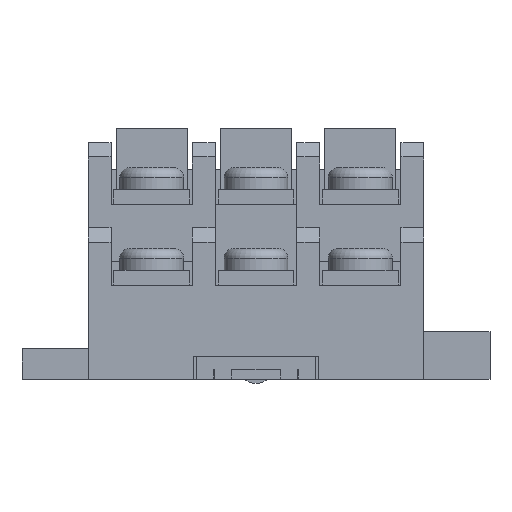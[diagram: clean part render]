
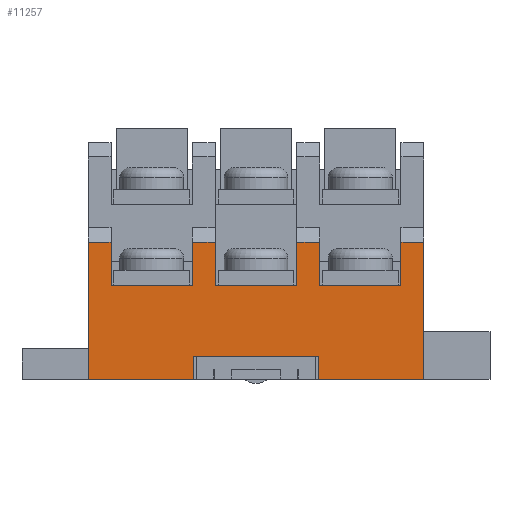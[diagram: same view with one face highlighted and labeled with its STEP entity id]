
A CAD part, front view. The second image highlights one B-rep face of the part: STEP entity #11257.
In plain terms, the highlighted planar face has unit normal (0, -1, 0).
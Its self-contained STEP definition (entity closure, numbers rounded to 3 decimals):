
#73=DIRECTION('',(0.,0.,-1.));
#74=VECTOR('',#73,14.5);
#75=CARTESIAN_POINT('',(-17.75,-40.791,-2.1));
#76=LINE('',#75,#74);
#2865=DIRECTION('',(-1.,0.,0.));
#2866=VECTOR('',#2865,0.345);
#2867=CARTESIAN_POINT('',(-6.28,-40.791,-14.25));
#2868=LINE('',#2867,#2866);
#2869=DIRECTION('',(0.,0.,1.));
#2870=VECTOR('',#2869,2.35);
#2871=CARTESIAN_POINT('',(-6.625,-40.791,-16.6));
#2872=LINE('',#2871,#2870);
#2873=DIRECTION('',(1.,0.,0.));
#2874=VECTOR('',#2873,2.42);
#2875=CARTESIAN_POINT('',(-17.75,-40.791,-2.1));
#2876=LINE('',#2875,#2874);
#2877=DIRECTION('',(0.,0.,-1.));
#2878=VECTOR('',#2877,4.55);
#2879=CARTESIAN_POINT('',(-15.33,-40.791,-2.1));
#2880=LINE('',#2879,#2878);
#2881=DIRECTION('',(1.,0.,0.));
#2882=VECTOR('',#2881,8.6);
#2883=CARTESIAN_POINT('',(-15.33,-40.791,-6.65));
#2884=LINE('',#2883,#2882);
#2885=DIRECTION('',(0.,0.,-1.));
#2886=VECTOR('',#2885,4.55);
#2887=CARTESIAN_POINT('',(-6.73,-40.791,-2.1));
#2888=LINE('',#2887,#2886);
#2889=DIRECTION('',(1.,0.,0.));
#2890=VECTOR('',#2889,2.43);
#2891=CARTESIAN_POINT('',(-6.73,-40.791,-2.1));
#2892=LINE('',#2891,#2890);
#2893=DIRECTION('',(0.,0.,-1.));
#2894=VECTOR('',#2893,4.55);
#2895=CARTESIAN_POINT('',(-4.3,-40.791,-2.1));
#2896=LINE('',#2895,#2894);
#2897=DIRECTION('',(1.,0.,0.));
#2898=VECTOR('',#2897,8.6);
#2899=CARTESIAN_POINT('',(-4.3,-40.791,-6.65));
#2900=LINE('',#2899,#2898);
#2901=DIRECTION('',(0.,0.,-1.));
#2902=VECTOR('',#2901,4.55);
#2903=CARTESIAN_POINT('',(4.3,-40.791,-2.1));
#2904=LINE('',#2903,#2902);
#2905=DIRECTION('',(1.,0.,0.));
#2906=VECTOR('',#2905,2.43);
#2907=CARTESIAN_POINT('',(4.3,-40.791,-2.1));
#2908=LINE('',#2907,#2906);
#2909=DIRECTION('',(0.,0.,-1.));
#2910=VECTOR('',#2909,4.55);
#2911=CARTESIAN_POINT('',(6.73,-40.791,-2.1));
#2912=LINE('',#2911,#2910);
#2913=DIRECTION('',(1.,0.,0.));
#2914=VECTOR('',#2913,8.6);
#2915=CARTESIAN_POINT('',(6.73,-40.791,-6.65));
#2916=LINE('',#2915,#2914);
#2917=DIRECTION('',(0.,0.,-1.));
#2918=VECTOR('',#2917,4.55);
#2919=CARTESIAN_POINT('',(15.33,-40.791,-2.1));
#2920=LINE('',#2919,#2918);
#2921=DIRECTION('',(1.,0.,0.));
#2922=VECTOR('',#2921,2.42);
#2923=CARTESIAN_POINT('',(15.33,-40.791,-2.1));
#2924=LINE('',#2923,#2922);
#2925=DIRECTION('',(0.,0.,1.));
#2926=VECTOR('',#2925,2.35);
#2927=CARTESIAN_POINT('',(6.625,-40.791,-16.6));
#2928=LINE('',#2927,#2926);
#2929=DIRECTION('',(-1.,0.,0.));
#2930=VECTOR('',#2929,0.345);
#2931=CARTESIAN_POINT('',(6.625,-40.791,-14.25));
#2932=LINE('',#2931,#2930);
#2957=DIRECTION('',(1.,0.,0.));
#2958=VECTOR('',#2957,12.56);
#2959=CARTESIAN_POINT('',(-6.28,-40.791,-14.25));
#2960=LINE('',#2959,#2958);
#3165=DIRECTION('',(1.,0.,0.));
#3166=VECTOR('',#3165,11.125);
#3167=CARTESIAN_POINT('',(6.625,-40.791,-16.6));
#3168=LINE('',#3167,#3166);
#3205=DIRECTION('',(1.,0.,0.));
#3206=VECTOR('',#3205,11.125);
#3207=CARTESIAN_POINT('',(-17.75,-40.791,-16.6));
#3208=LINE('',#3207,#3206);
#3417=DIRECTION('',(0.,0.,-1.));
#3418=VECTOR('',#3417,14.5);
#3419=CARTESIAN_POINT('',(17.75,-40.791,-2.1));
#3420=LINE('',#3419,#3418);
#5446=CARTESIAN_POINT('',(-17.75,-40.791,-2.1));
#5447=VERTEX_POINT('',#5446);
#5448=CARTESIAN_POINT('',(-17.75,-40.791,-16.6));
#5449=VERTEX_POINT('',#5448);
#5504=CARTESIAN_POINT('',(17.75,-40.791,-2.1));
#5505=VERTEX_POINT('',#5504);
#5506=CARTESIAN_POINT('',(17.75,-40.791,-16.6));
#5507=VERTEX_POINT('',#5506);
#5809=CARTESIAN_POINT('',(-6.73,-40.791,-2.1));
#5811=VERTEX_POINT('',#5809);
#5813=CARTESIAN_POINT('',(-15.33,-40.791,-2.1));
#5815=VERTEX_POINT('',#5813);
#5817=CARTESIAN_POINT('',(4.3,-40.791,-2.1));
#5819=VERTEX_POINT('',#5817);
#5821=CARTESIAN_POINT('',(-4.3,-40.791,-2.1));
#5823=VERTEX_POINT('',#5821);
#5825=CARTESIAN_POINT('',(15.33,-40.791,-2.1));
#5827=VERTEX_POINT('',#5825);
#5829=CARTESIAN_POINT('',(6.73,-40.791,-2.1));
#5831=VERTEX_POINT('',#5829);
#5832=CARTESIAN_POINT('',(-15.33,-40.791,-6.65));
#5833=CARTESIAN_POINT('',(-6.73,-40.791,-6.65));
#5834=VERTEX_POINT('',#5832);
#5835=VERTEX_POINT('',#5833);
#5836=CARTESIAN_POINT('',(-4.3,-40.791,-6.65));
#5837=CARTESIAN_POINT('',(4.3,-40.791,-6.65));
#5838=VERTEX_POINT('',#5836);
#5839=VERTEX_POINT('',#5837);
#5840=CARTESIAN_POINT('',(6.73,-40.791,-6.65));
#5841=CARTESIAN_POINT('',(15.33,-40.791,-6.65));
#5842=VERTEX_POINT('',#5840);
#5843=VERTEX_POINT('',#5841);
#6344=CARTESIAN_POINT('',(6.625,-40.791,-16.6));
#6345=CARTESIAN_POINT('',(6.625,-40.791,-14.25));
#6346=VERTEX_POINT('',#6344);
#6347=VERTEX_POINT('',#6345);
#6348=CARTESIAN_POINT('',(-6.625,-40.791,-16.6));
#6349=CARTESIAN_POINT('',(-6.625,-40.791,-14.25));
#6350=VERTEX_POINT('',#6348);
#6351=VERTEX_POINT('',#6349);
#6436=CARTESIAN_POINT('',(6.28,-40.791,-14.25));
#6437=VERTEX_POINT('',#6436);
#6438=CARTESIAN_POINT('',(-6.28,-40.791,-14.25));
#6439=VERTEX_POINT('',#6438);
#11219=CARTESIAN_POINT('',(-17.75,-40.791,-2.1));
#11220=DIRECTION('',(0.,-1.,0.));
#11221=DIRECTION('',(0.,0.,-1.));
#11222=AXIS2_PLACEMENT_3D('',#11219,#11220,#11221);
#11223=PLANE('',#11222);
#11225=ORIENTED_EDGE('',*,*,#11224,.F.);
#11227=ORIENTED_EDGE('',*,*,#11226,.T.);
#11229=ORIENTED_EDGE('',*,*,#11228,.F.);
#11231=ORIENTED_EDGE('',*,*,#11230,.F.);
#11232=ORIENTED_EDGE('',*,*,#7157,.F.);
#11233=ORIENTED_EDGE('',*,*,#11184,.T.);
#11234=ORIENTED_EDGE('',*,*,#10372,.T.);
#11235=ORIENTED_EDGE('',*,*,#11016,.T.);
#11236=ORIENTED_EDGE('',*,*,#10472,.F.);
#11237=ORIENTED_EDGE('',*,*,#11173,.T.);
#11238=ORIENTED_EDGE('',*,*,#10875,.T.);
#11239=ORIENTED_EDGE('',*,*,#10991,.T.);
#11240=ORIENTED_EDGE('',*,*,#11158,.F.);
#11241=ORIENTED_EDGE('',*,*,#11199,.T.);
#11242=ORIENTED_EDGE('',*,*,#10618,.T.);
#11243=ORIENTED_EDGE('',*,*,#11041,.T.);
#11245=ORIENTED_EDGE('',*,*,#11244,.F.);
#11246=ORIENTED_EDGE('',*,*,#11214,.T.);
#11248=ORIENTED_EDGE('',*,*,#11247,.T.);
#11250=ORIENTED_EDGE('',*,*,#11249,.F.);
#11252=ORIENTED_EDGE('',*,*,#11251,.T.);
#11254=ORIENTED_EDGE('',*,*,#11253,.T.);
#11255=EDGE_LOOP('',(#11225,#11227,#11229,#11231,#11232,#11233,#11234,#11235,
#11236,#11237,#11238,#11239,#11240,#11241,#11242,#11243,#11245,#11246,#11248,
#11250,#11252,#11254));
#11256=FACE_OUTER_BOUND('',#11255,.F.);
#7157=EDGE_CURVE('',#5447,#5449,#76,.T.);
#10372=EDGE_CURVE('',#5815,#5834,#2880,.T.);
#10472=EDGE_CURVE('',#5811,#5835,#2888,.T.);
#10618=EDGE_CURVE('',#5831,#5842,#2912,.T.);
#10875=EDGE_CURVE('',#5823,#5838,#2896,.T.);
#10991=EDGE_CURVE('',#5838,#5839,#2900,.T.);
#11016=EDGE_CURVE('',#5834,#5835,#2884,.T.);
#11041=EDGE_CURVE('',#5842,#5843,#2916,.T.);
#11158=EDGE_CURVE('',#5819,#5839,#2904,.T.);
#11173=EDGE_CURVE('',#5811,#5823,#2892,.T.);
#11184=EDGE_CURVE('',#5447,#5815,#2876,.T.);
#11199=EDGE_CURVE('',#5819,#5831,#2908,.T.);
#11214=EDGE_CURVE('',#5827,#5505,#2924,.T.);
#11224=EDGE_CURVE('',#6439,#6437,#2960,.T.);
#11226=EDGE_CURVE('',#6439,#6351,#2868,.T.);
#11228=EDGE_CURVE('',#6350,#6351,#2872,.T.);
#11230=EDGE_CURVE('',#5449,#6350,#3208,.T.);
#11244=EDGE_CURVE('',#5827,#5843,#2920,.T.);
#11247=EDGE_CURVE('',#5505,#5507,#3420,.T.);
#11249=EDGE_CURVE('',#6346,#5507,#3168,.T.);
#11251=EDGE_CURVE('',#6346,#6347,#2928,.T.);
#11253=EDGE_CURVE('',#6347,#6437,#2932,.T.);
#11257=ADVANCED_FACE('',(#11256),#11223,.T.);
